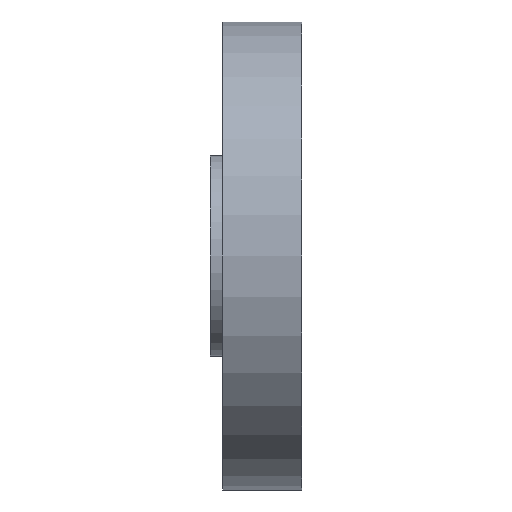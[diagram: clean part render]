
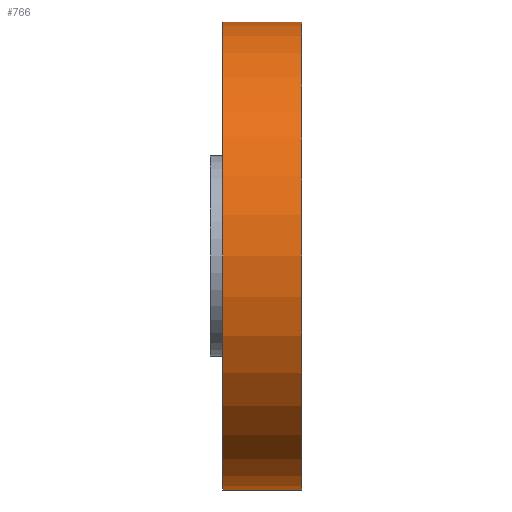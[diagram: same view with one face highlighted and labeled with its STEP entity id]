
A CAD part, front view. The second image highlights one B-rep face of the part: STEP entity #766.
In plain terms, the highlighted cylindrical face has radius 122.237 mm (diameter 244.475 mm), a partial arc.
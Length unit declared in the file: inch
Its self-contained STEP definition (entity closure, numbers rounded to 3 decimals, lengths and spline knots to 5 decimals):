
#38 = CARTESIAN_POINT ( 'NONE',  ( 1.875, 0., 0. ) ) ;
#57 = AXIS2_PLACEMENT_3D ( 'NONE', #705, #835, #446 ) ;
#82 = CARTESIAN_POINT ( 'NONE',  ( 1.875, 0., -4.8125 ) ) ;
#111 = EDGE_CURVE ( 'NONE', #265, #744, #437, .T. ) ;
#113 = CARTESIAN_POINT ( 'NONE',  ( 0., 0., 4.8125 ) ) ;
#164 = CARTESIAN_POINT ( 'NONE',  ( 0.25, 0., 0. ) ) ;
#254 = ORIENTED_EDGE ( 'NONE', *, *, #383, .F. ) ;
#263 = VERTEX_POINT ( 'NONE', #82 ) ;
#265 = VERTEX_POINT ( 'NONE', #409 ) ;
#291 = CIRCLE ( 'NONE', #658, 4.8125 ) ;
#293 = DIRECTION ( 'NONE',  ( -1., 0., 0. ) ) ;
#364 = CARTESIAN_POINT ( 'NONE',  ( 0.25, 0., -4.8125 ) ) ;
#371 = EDGE_CURVE ( 'NONE', #263, #265, #689, .T. ) ;
#383 = EDGE_CURVE ( 'NONE', #263, #786, #538, .T. ) ;
#409 = CARTESIAN_POINT ( 'NONE',  ( 1.875, 0., 4.8125 ) ) ;
#412 = DIRECTION ( 'NONE',  ( 0., 0., 1. ) ) ;
#423 = DIRECTION ( 'NONE',  ( 0., 0., 1. ) ) ;
#437 = LINE ( 'NONE', #113, #713 ) ;
#445 = CARTESIAN_POINT ( 'NONE',  ( 0.25, 0., 4.8125 ) ) ;
#446 = DIRECTION ( 'NONE',  ( 0., 0., 1. ) ) ;
#471 = DIRECTION ( 'NONE',  ( -1., 0., 0. ) ) ;
#532 = CARTESIAN_POINT ( 'NONE',  ( 0., 0., -4.8125 ) ) ;
#538 = LINE ( 'NONE', #532, #800 ) ;
#542 = ORIENTED_EDGE ( 'NONE', *, *, #559, .F. ) ;
#559 = EDGE_CURVE ( 'NONE', #786, #744, #291, .T. ) ;
#567 = CYLINDRICAL_SURFACE ( 'NONE', #57, 4.8125 ) ;
#592 = EDGE_LOOP ( 'NONE', ( #254, #664, #667, #542 ) ) ;
#644 = AXIS2_PLACEMENT_3D ( 'NONE', #38, #293, #412 ) ;
#658 = AXIS2_PLACEMENT_3D ( 'NONE', #164, #471, #423 ) ;
#664 = ORIENTED_EDGE ( 'NONE', *, *, #371, .T. ) ;
#667 = ORIENTED_EDGE ( 'NONE', *, *, #111, .T. ) ;
#689 = CIRCLE ( 'NONE', #644, 4.8125 ) ;
#691 = DIRECTION ( 'NONE',  ( -1., 0., 0. ) ) ;
#696 = FACE_OUTER_BOUND ( 'NONE', #592, .T. ) ;
#705 = CARTESIAN_POINT ( 'NONE',  ( 0., 0., 0. ) ) ;
#713 = VECTOR ( 'NONE', #850, 39.37008 ) ;
#744 = VERTEX_POINT ( 'NONE', #445 ) ;
#766 = ADVANCED_FACE ( 'NONE', ( #696 ), #567, .T. ) ;
#786 = VERTEX_POINT ( 'NONE', #364 ) ;
#800 = VECTOR ( 'NONE', #691, 39.37008 ) ;
#835 = DIRECTION ( 'NONE',  ( -1., 0., 0. ) ) ;
#850 = DIRECTION ( 'NONE',  ( -1., 0., 0. ) ) ;
